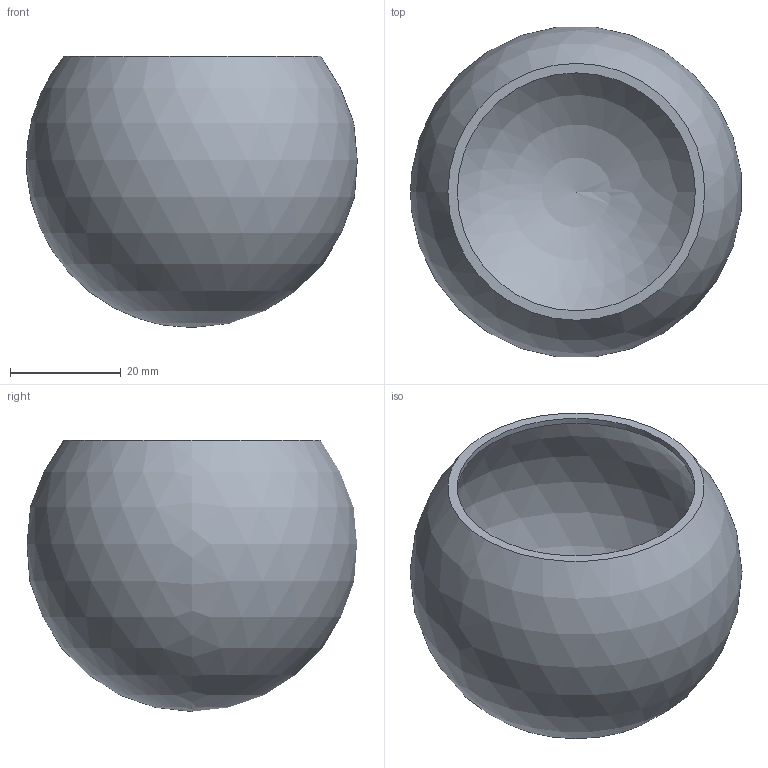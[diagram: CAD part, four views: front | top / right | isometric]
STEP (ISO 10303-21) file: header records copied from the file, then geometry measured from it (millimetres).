
FILE_DESCRIPTION (( 'STEP AP203' ), '1' );
FILE_NAME ('50280-ST.step', '2021-09-30T11:43:13', ( '' ), ( '' ), 'SwSTEP 2.0', 'SolidWorks 2018', '' );
FILE_SCHEMA (( 'CONFIG_CONTROL_DESIGN' ));
Length unit declared in the file: millimetre
Products named in the file (2): 50280-ST
Bounding box: 59.73 x 59.62 x 49 mm (x, y, z)
Volume: 17430.8 mm3; surface area: 17714.5 mm2
Topology: 1 solids, 1 shells, 262 faces, 711 edges, 474 vertices
Faces by surface type: bspline 132, plane 103, sphere 26, cylinder 1
Full cylindrical faces by diameter (mm): 43 x1
Entity records: 13490 total; most frequent: CARTESIAN_POINT 7459, ORIENTED_EDGE 1410, DIRECTION 912, EDGE_CURVE 705, VERTEX_POINT 471, AXIS2_PLACEMENT_3D 339, EDGE_LOOP 288, B_SPLINE_CURVE_WITH_KNOTS 264
